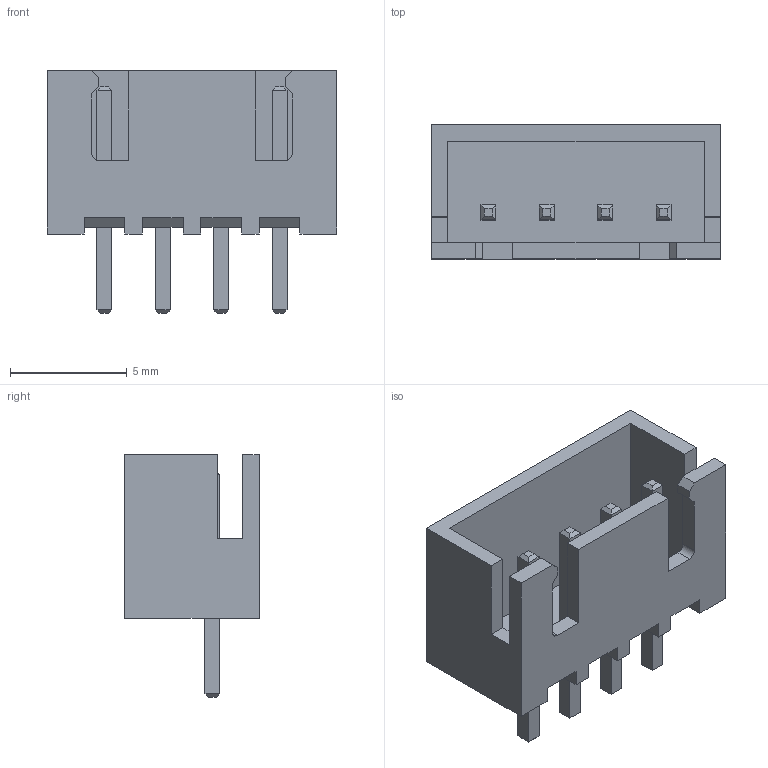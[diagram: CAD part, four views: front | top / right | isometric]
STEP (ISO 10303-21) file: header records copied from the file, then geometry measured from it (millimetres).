
FILE_DESCRIPTION(/* description */ ('STEP AP203'),/* implementation_level */ '2;1');
FILE_NAME(/* name */ '',/* time_stamp */ '2024-10-19T16:40:21+09:00',/* author */ (''),/* organization */ (''),/* preprocessor_version */ 'ST-DEVELOPER v20',/* originating_system */ 'Autodesk Translation Framework v13.20.0.188',/* authorisation */ '');
FILE_SCHEMA (('AUTOMOTIVE_DESIGN { 1 0 10303 214 3 1 1 }'));
Length unit declared in the file: millimetre
Products named in the file (1): XH 2,54_4p
Bounding box: 12.4 x 5.75 x 10.4 mm (x, y, z)
Volume: 181.2 mm3; surface area: 684 mm2
Topology: 5 solids, 5 shells, 128 faces, 322 edges, 204 vertices
Faces by surface type: plane 126, cylinder 2
Entity records: 3773 total; most frequent: CARTESIAN_POINT 655, ORIENTED_EDGE 644, DIRECTION 584, EDGE_CURVE 322, LINE 318, VECTOR 318, VERTEX_POINT 204, EDGE_LOOP 136
